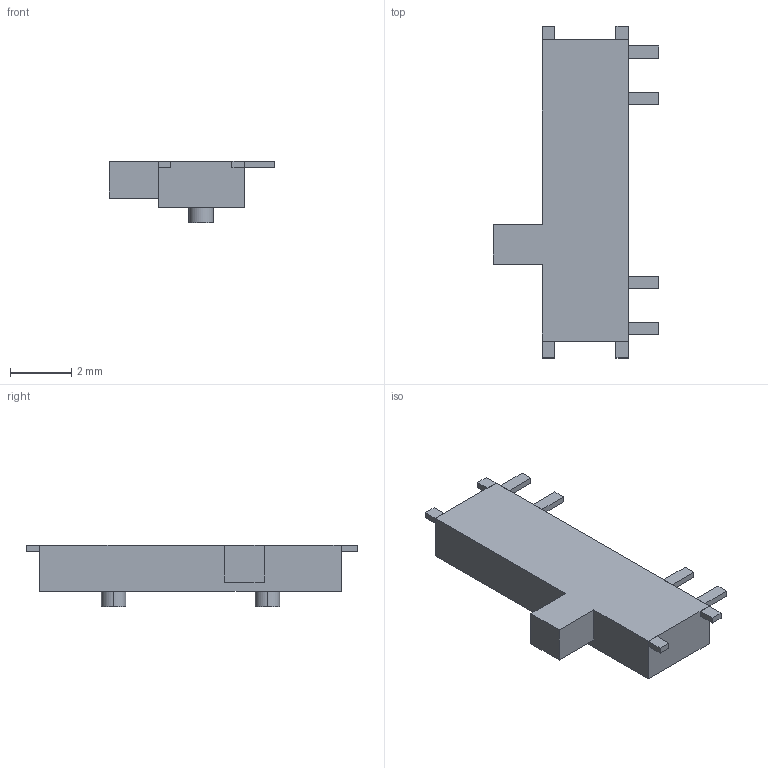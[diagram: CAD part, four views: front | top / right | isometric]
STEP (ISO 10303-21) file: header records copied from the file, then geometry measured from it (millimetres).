
FILE_DESCRIPTION (( 'STEP AP214' ), '1' );
FILE_NAME ('3 POS MICROSLIDE SWITCH.STEP', '2021-08-19T09:03:54', ( '' ), ( '' ), 'SwSTEP 2.0', 'SolidWorks 2021', '' );
FILE_SCHEMA (( 'AUTOMOTIVE_DESIGN' ));
Length unit declared in the file: millimetre
Products named in the file (1): 3 POS MICROSLIDE SWITCH
Bounding box: 5.4 x 10.8 x 2 mm (x, y, z)
Volume: 36 mm3; surface area: 147.1 mm2
Topology: 9 solids, 10 shells, 72 faces, 150 edges, 100 vertices
Faces by surface type: plane 68, cylinder 4
Entity records: 2690 total; most frequent: CARTESIAN_POINT 323, DIRECTION 304, ORIENTED_EDGE 300, EDGE_CURVE 150, VECTOR 142, LINE 142, VERTEX_POINT 100, AXIS2_PLACEMENT_3D 81
